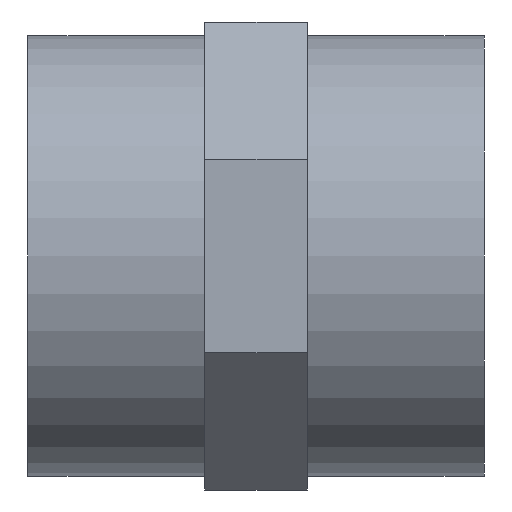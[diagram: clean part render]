
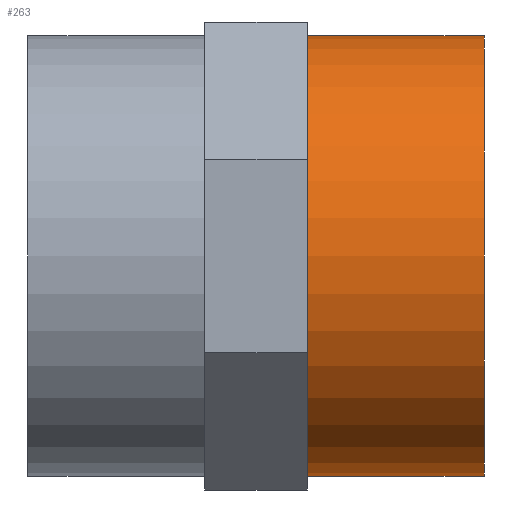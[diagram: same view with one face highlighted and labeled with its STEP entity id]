
A CAD part, front view. The second image highlights one B-rep face of the part: STEP entity #263.
In plain terms, the highlighted cylindrical face has radius 37.65 mm (diameter 75.3 mm), a full revolution.
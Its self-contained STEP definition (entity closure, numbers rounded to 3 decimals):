
#76=CYLINDRICAL_SURFACE($,#287,37.65);
#81=FACE_BOUND($,#111,.T.);
#90=FACE_OUTER_BOUND($,#110,.T.);
#110=EDGE_LOOP($,(#200));
#111=EDGE_LOOP($,(#201));
#134=CIRCLE($,#288,37.65);
#135=CIRCLE($,#289,37.65);
#142=VERTEX_POINT($,#394);
#143=VERTEX_POINT($,#396);
#166=EDGE_CURVE($,#142,#142,#134,.T.);
#167=EDGE_CURVE($,#143,#143,#135,.T.);
#200=ORIENTED_EDGE($,*,*,#166,.T.);
#201=ORIENTED_EDGE($,*,*,#167,.F.);
#263=ADVANCED_FACE($,(#90,#81),#76,.T.);
#287=AXIS2_PLACEMENT_3D($,#393,#321,#322);
#288=AXIS2_PLACEMENT_3D($,#395,#323,#324);
#289=AXIS2_PLACEMENT_3D($,#397,#325,#326);
#321=DIRECTION('center_axis',(-1.,0.,0.));
#322=DIRECTION('ref_axis',(0.,-1.,0.));
#323=DIRECTION('center_axis',(-1.,0.,0.));
#324=DIRECTION('ref_axis',(0.,-1.,0.));
#325=DIRECTION('center_axis',(-1.,0.,0.));
#326=DIRECTION('ref_axis',(0.,-1.,0.));
#393=CARTESIAN_POINT('Origin',(62.9,0.,0.));
#394=CARTESIAN_POINT('',(78.,37.65,0.));
#395=CARTESIAN_POINT('Origin',(78.,0.,0.));
#396=CARTESIAN_POINT('',(47.8,37.65,0.));
#397=CARTESIAN_POINT('Origin',(47.8,0.,0.));
